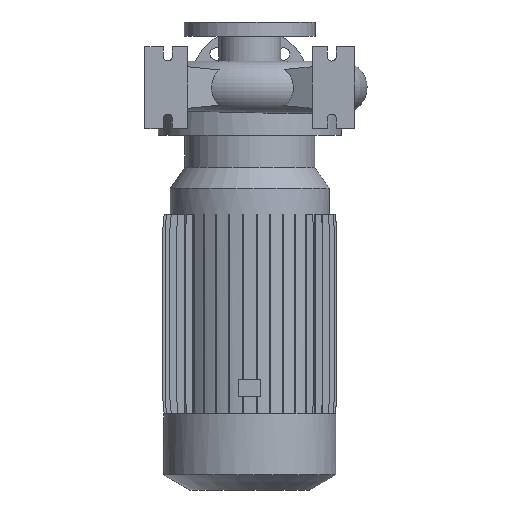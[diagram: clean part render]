
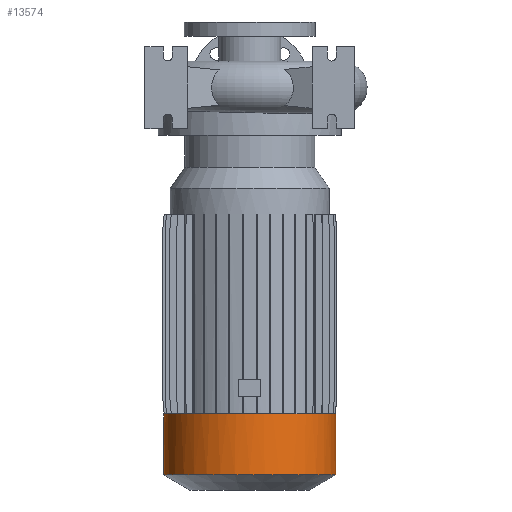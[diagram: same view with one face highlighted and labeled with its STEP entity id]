
A CAD part, front view. The second image highlights one B-rep face of the part: STEP entity #13574.
In plain terms, the highlighted cylindrical face has radius 131.5 mm (diameter 263 mm), a partial arc.
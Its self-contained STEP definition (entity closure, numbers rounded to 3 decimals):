
#263 = DIRECTION ( 'NONE',  ( 1., 0., 0. ) ) ;
#711 = DIRECTION ( 'NONE',  ( 1., 0., 0. ) ) ;
#734 = VERTEX_POINT ( 'NONE', #9264 ) ;
#1925 = CARTESIAN_POINT ( 'NONE',  ( -131.5, 0., -590.8 ) ) ;
#2014 = ORIENTED_EDGE ( 'NONE', *, *, #8288, .T. ) ;
#2547 = AXIS2_PLACEMENT_3D ( 'NONE', #3672, #9483, #263 ) ;
#2979 = DIRECTION ( 'NONE',  ( 0., 0., 1. ) ) ;
#2989 = LINE ( 'NONE', #5225, #4854 ) ;
#3085 = DIRECTION ( 'NONE',  ( 0., 0., 1. ) ) ;
#3236 = ORIENTED_EDGE ( 'NONE', *, *, #4096, .F. ) ;
#3402 = VERTEX_POINT ( 'NONE', #10439 ) ;
#3672 = CARTESIAN_POINT ( 'NONE',  ( 0., 0., -498. ) ) ;
#4096 = EDGE_CURVE ( 'NONE', #11972, #12480, #2989, .T. ) ;
#4854 = VECTOR ( 'NONE', #8577, 1000. ) ;
#5052 = AXIS2_PLACEMENT_3D ( 'NONE', #7789, #10096, #12317 ) ;
#5225 = CARTESIAN_POINT ( 'NONE',  ( -131.5, 0., 100. ) ) ;
#5903 = AXIS2_PLACEMENT_3D ( 'NONE', #7561, #3085, #711 ) ;
#5993 = ORIENTED_EDGE ( 'NONE', *, *, #7480, .F. ) ;
#7180 = CARTESIAN_POINT ( 'NONE',  ( -131.5, 0., -498. ) ) ;
#7378 = CARTESIAN_POINT ( 'NONE',  ( 131.5, 0., 100. ) ) ;
#7480 = EDGE_CURVE ( 'NONE', #12480, #734, #8975, .T. ) ;
#7561 = CARTESIAN_POINT ( 'NONE',  ( 0., 0., -590.8 ) ) ;
#7789 = CARTESIAN_POINT ( 'NONE',  ( 0., 0., 100. ) ) ;
#8288 = EDGE_CURVE ( 'NONE', #11972, #3402, #9711, .T. ) ;
#8577 = DIRECTION ( 'NONE',  ( 0., 0., 1. ) ) ;
#8817 = EDGE_LOOP ( 'NONE', ( #3236, #2014, #14565, #5993 ) ) ;
#8905 = FACE_OUTER_BOUND ( 'NONE', #8817, .T. ) ;
#8975 = CIRCLE ( 'NONE', #2547, 131.5 ) ;
#9264 = CARTESIAN_POINT ( 'NONE',  ( 131.5, 0., -498. ) ) ;
#9483 = DIRECTION ( 'NONE',  ( 0., 0., 1. ) ) ;
#9711 = CIRCLE ( 'NONE', #5903, 131.5 ) ;
#10096 = DIRECTION ( 'NONE',  ( 0., 0., 1. ) ) ;
#10439 = CARTESIAN_POINT ( 'NONE',  ( 131.5, 0., -590.8 ) ) ;
#11069 = EDGE_CURVE ( 'NONE', #3402, #734, #13020, .T. ) ;
#11972 = VERTEX_POINT ( 'NONE', #1925 ) ;
#12317 = DIRECTION ( 'NONE',  ( 1., 0., 0. ) ) ;
#12480 = VERTEX_POINT ( 'NONE', #7180 ) ;
#13020 = LINE ( 'NONE', #7378, #14002 ) ;
#13439 = CYLINDRICAL_SURFACE ( 'NONE', #5052, 131.5 ) ;
#13574 = ADVANCED_FACE ( 'NONE', ( #8905 ), #13439, .T. ) ;
#14002 = VECTOR ( 'NONE', #2979, 1000. ) ;
#14565 = ORIENTED_EDGE ( 'NONE', *, *, #11069, .T. ) ;
